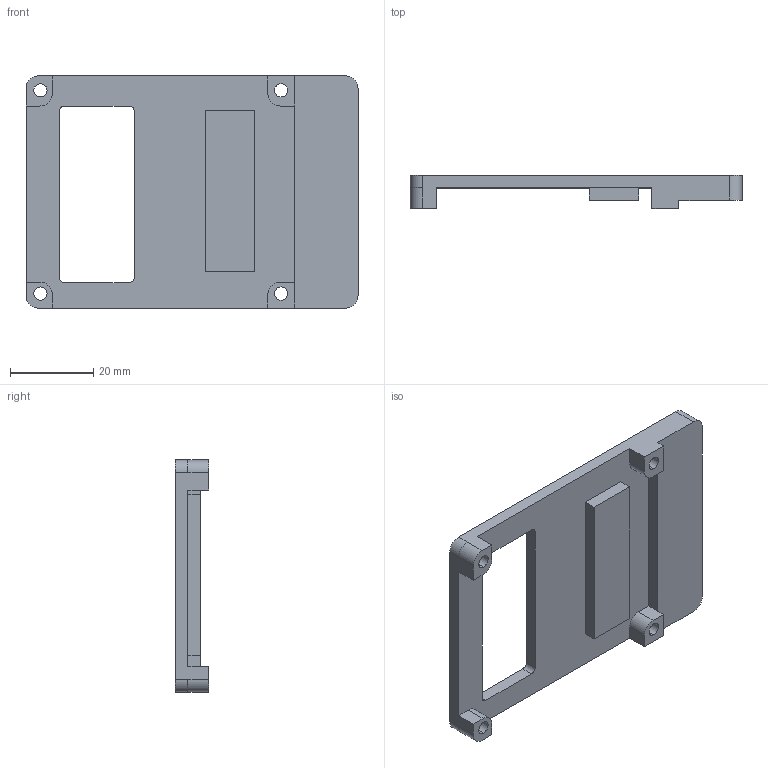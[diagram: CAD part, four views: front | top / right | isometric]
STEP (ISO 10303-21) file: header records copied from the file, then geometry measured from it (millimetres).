
FILE_DESCRIPTION (( 'STEP AP203' ), '1' );
FILE_NAME ('CNC散热盖板 - 副本.STEP', '2024-06-30T09:33:09', ( '' ), ( '' ), 'SwSTEP 2.0', 'SolidWorks 2023', '' );
FILE_SCHEMA (( 'CONFIG_CONTROL_DESIGN' ));
Length unit declared in the file: millimetre
Products named in the file (1): CNC散热盖板 - 副本
Bounding box: 80 x 8 x 55.98 mm (x, y, z)
Volume: 15614.8 mm3; surface area: 9958.1 mm2
Topology: 1 solids, 1 shells, 55 faces, 154 edges, 102 vertices
Faces by surface type: plane 33, cylinder 22
Entity records: 1873 total; most frequent: CARTESIAN_POINT 312, DIRECTION 310, ORIENTED_EDGE 308, EDGE_CURVE 154, LINE 110, VECTOR 110, VERTEX_POINT 102, AXIS2_PLACEMENT_3D 100
